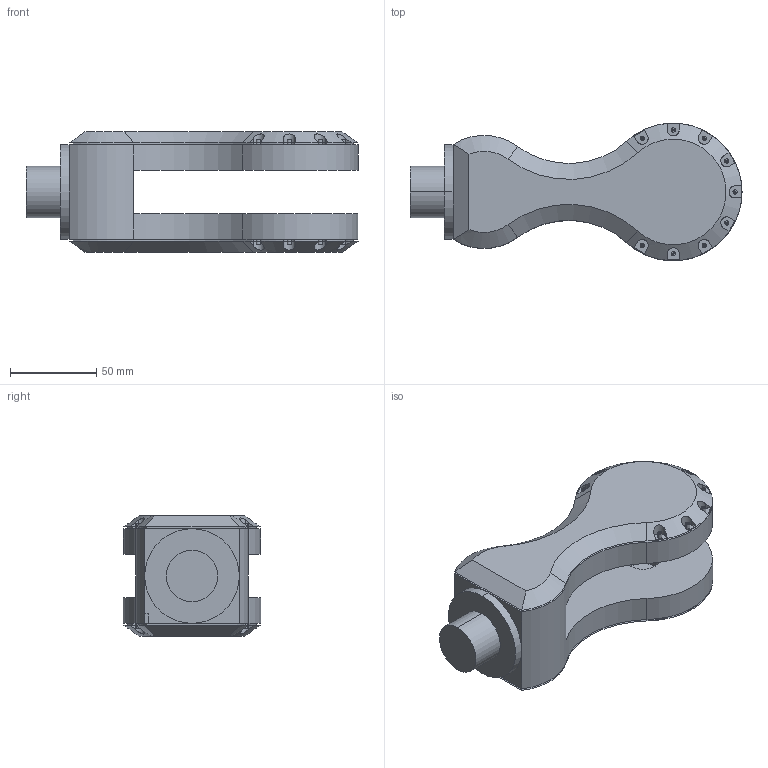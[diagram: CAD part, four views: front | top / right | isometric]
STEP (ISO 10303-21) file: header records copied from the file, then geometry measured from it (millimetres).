
FILE_DESCRIPTION (( 'STEP AP203' ), '1' );
FILE_NAME ('Part5_Default_sldprt.STEP', '2022-07-01T03:48:45', ( '' ), ( '' ), 'SwSTEP 2.0', 'SolidWorks 2017', '' );
FILE_SCHEMA (( 'CONFIG_CONTROL_DESIGN' ));
Length unit declared in the file: millimetre
Products named in the file (1): Part5_Default_sldprt
Bounding box: 193 x 79.88 x 70 mm (x, y, z)
Volume: 469186.8 mm3; surface area: 63557.5 mm2
Topology: 1 solids, 1 shells, 268 faces, 714 edges, 472 vertices
Faces by surface type: cylinder 142, plane 115, cone 11
Entity records: 9152 total; most frequent: CARTESIAN_POINT 2201, DIRECTION 1451, ORIENTED_EDGE 1428, EDGE_CURVE 714, AXIS2_PLACEMENT_3D 552, VERTEX_POINT 472, VECTOR 347, LINE 347
